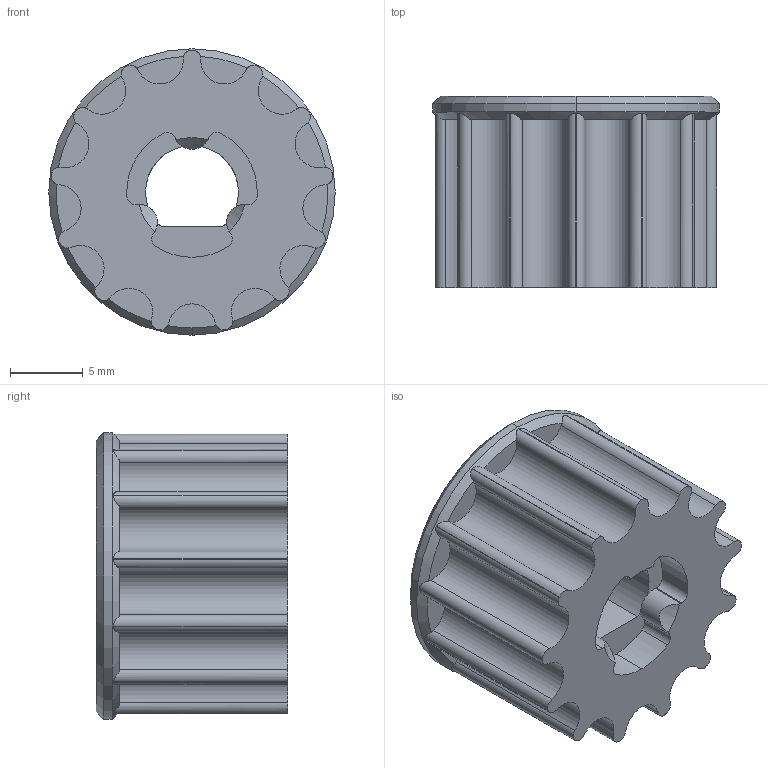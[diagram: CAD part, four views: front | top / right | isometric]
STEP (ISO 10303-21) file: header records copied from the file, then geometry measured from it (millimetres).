
FILE_DESCRIPTION (( 'STEP AP214' ), '1' );
FILE_NAME ('motorPulley HTD5 v3.0.STEP', '2021-10-17T02:55:02', ( '' ), ( '' ), 'SwSTEP 2.0', 'SolidWorks 2020', '' );
FILE_SCHEMA (( 'AUTOMOTIVE_DESIGN' ));
Length unit declared in the file: millimetre
Products named in the file (1): motorPulley HTD5 v3.0
Bounding box: 19.75 x 13.18 x 19.75 mm (x, y, z)
Volume: 2645.4 mm3; surface area: 1868.7 mm2
Topology: 1 solids, 1 shells, 128 faces, 378 edges, 252 vertices
Faces by surface type: cylinder 83, plane 36, cone 9
Entity records: 4634 total; most frequent: CARTESIAN_POINT 1053, DIRECTION 794, ORIENTED_EDGE 756, EDGE_CURVE 378, AXIS2_PLACEMENT_3D 325, VERTEX_POINT 252, CIRCLE 196, VECTOR 144
